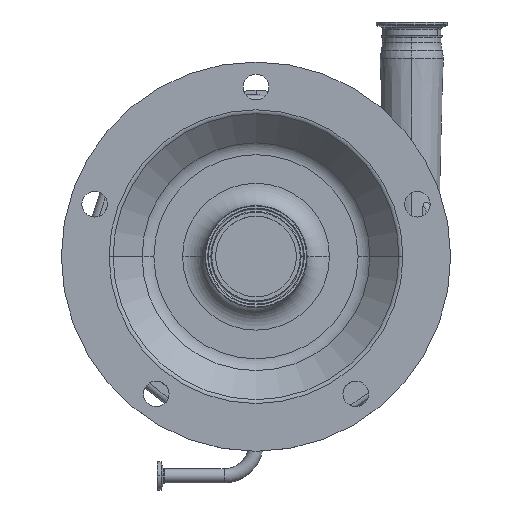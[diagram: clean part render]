
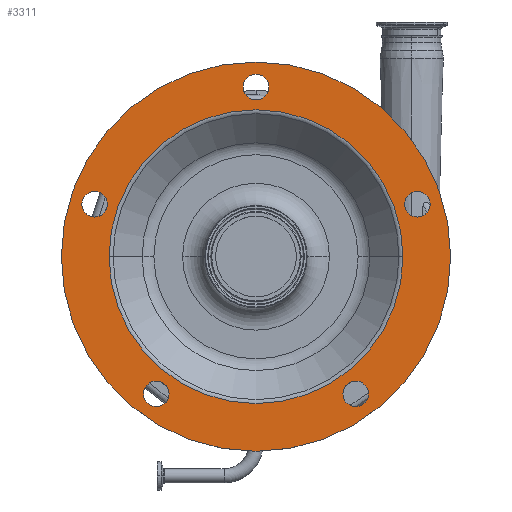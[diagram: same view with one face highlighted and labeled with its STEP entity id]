
A CAD part, top view. The second image highlights one B-rep face of the part: STEP entity #3311.
In plain terms, the highlighted planar face has unit normal (0, 0, 1).
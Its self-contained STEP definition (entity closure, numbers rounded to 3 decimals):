
#36 = VERTEX_POINT ( 'NONE', #5090 ) ;
#48 = CARTESIAN_POINT ( 'NONE',  ( -175., 0., 266.5 ) ) ;
#242 = ORIENTED_EDGE ( 'NONE', *, *, #3248, .F. ) ;
#397 = CIRCLE ( 'NONE', #6924, 11.5 ) ;
#457 = VERTEX_POINT ( 'NONE', #9711 ) ;
#551 = EDGE_LOOP ( 'NONE', ( #242, #3050 ) ) ;
#612 = EDGE_LOOP ( 'NONE', ( #9008, #7642 ) ) ;
#819 = ORIENTED_EDGE ( 'NONE', *, *, #3949, .F. ) ;
#845 = FACE_BOUND ( 'NONE', #612, .T. ) ;
#1050 = CARTESIAN_POINT ( 'NONE',  ( 101.137, -123.375, 266.5 ) ) ;
#1067 = ORIENTED_EDGE ( 'NONE', *, *, #4924, .F. ) ;
#1337 = DIRECTION ( 'NONE',  ( 1., 0., 0. ) ) ;
#1404 = DIRECTION ( 'NONE',  ( 0., 0., 1. ) ) ;
#1463 = DIRECTION ( 'NONE',  ( 1., 0., 0. ) ) ;
#1709 = EDGE_LOOP ( 'NONE', ( #8522, #819 ) ) ;
#1872 = DIRECTION ( 'NONE',  ( 0., 0., 1. ) ) ;
#1929 = DIRECTION ( 'NONE',  ( -1., 0., 0. ) ) ;
#2014 = PLANE ( 'NONE',  #2164 ) ;
#2053 = DIRECTION ( 'NONE',  ( 0., 0., 1. ) ) ;
#2103 = CARTESIAN_POINT ( 'NONE',  ( -145.036, 47.125, 266.5 ) ) ;
#2147 = DIRECTION ( 'NONE',  ( 1., 0., 0. ) ) ;
#2164 = AXIS2_PLACEMENT_3D ( 'NONE', #12304, #8153, #11417 ) ;
#2610 = CARTESIAN_POINT ( 'NONE',  ( -11.5, 152.5, 266.5 ) ) ;
#2643 = CARTESIAN_POINT ( 'NONE',  ( 0., 152.5, 266.5 ) ) ;
#2772 = CIRCLE ( 'NONE', #12979, 11.5 ) ;
#2774 = EDGE_CURVE ( 'NONE', #4012, #12657, #2772, .T. ) ;
#2869 = EDGE_CURVE ( 'NONE', #36, #457, #4540, .T. ) ;
#3013 = DIRECTION ( 'NONE',  ( -1., 0., 0. ) ) ;
#3029 = EDGE_LOOP ( 'NONE', ( #11454, #3870 ) ) ;
#3050 = ORIENTED_EDGE ( 'NONE', *, *, #3421, .F. ) ;
#3217 = EDGE_LOOP ( 'NONE', ( #12116, #4568 ) ) ;
#3248 = EDGE_CURVE ( 'NONE', #11686, #3539, #397, .T. ) ;
#3311 = ADVANCED_FACE ( 'NONE', ( #845, #10208, #11279, #4063, #5173, #8226, #7268 ), #2014, .F. ) ;
#3421 = EDGE_CURVE ( 'NONE', #3539, #11686, #9572, .T. ) ;
#3437 = VERTEX_POINT ( 'NONE', #12700 ) ;
#3484 = VERTEX_POINT ( 'NONE', #10984 ) ;
#3523 = CARTESIAN_POINT ( 'NONE',  ( -145.036, 47.125, 266.5 ) ) ;
#3539 = VERTEX_POINT ( 'NONE', #10842 ) ;
#3638 = CARTESIAN_POINT ( 'NONE',  ( -89.637, -123.375, 266.5 ) ) ;
#3870 = ORIENTED_EDGE ( 'NONE', *, *, #12310, .F. ) ;
#3949 = EDGE_CURVE ( 'NONE', #12657, #4012, #13476, .T. ) ;
#3960 = DIRECTION ( 'NONE',  ( 0., 0., -1. ) ) ;
#4008 = AXIS2_PLACEMENT_3D ( 'NONE', #7980, #3960, #3013 ) ;
#4012 = VERTEX_POINT ( 'NONE', #12786 ) ;
#4063 = FACE_BOUND ( 'NONE', #551, .T. ) ;
#4067 = EDGE_CURVE ( 'NONE', #457, #36, #9159, .T. ) ;
#4161 = CIRCLE ( 'NONE', #6747, 11.5 ) ;
#4365 = CIRCLE ( 'NONE', #5002, 175. ) ;
#4540 = CIRCLE ( 'NONE', #6905, 11.5 ) ;
#4568 = ORIENTED_EDGE ( 'NONE', *, *, #12017, .F. ) ;
#4857 = VERTEX_POINT ( 'NONE', #12088 ) ;
#4924 = EDGE_CURVE ( 'NONE', #9318, #5940, #4365, .T. ) ;
#4965 = DIRECTION ( 'NONE',  ( 0., 0., 1. ) ) ;
#5002 = AXIS2_PLACEMENT_3D ( 'NONE', #5553, #7592, #7713 ) ;
#5090 = CARTESIAN_POINT ( 'NONE',  ( -133.536, 47.125, 266.5 ) ) ;
#5173 = FACE_BOUND ( 'NONE', #13107, .T. ) ;
#5450 = DIRECTION ( 'NONE',  ( 0., 0., 1. ) ) ;
#5553 = CARTESIAN_POINT ( 'NONE',  ( 0., 0., 266.5 ) ) ;
#5656 = AXIS2_PLACEMENT_3D ( 'NONE', #3523, #5450, #1463 ) ;
#5741 = CARTESIAN_POINT ( 'NONE',  ( 89.637, -123.375, 266.5 ) ) ;
#5772 = EDGE_CURVE ( 'NONE', #5940, #9318, #7405, .T. ) ;
#5927 = EDGE_LOOP ( 'NONE', ( #1067, #9086 ) ) ;
#5940 = VERTEX_POINT ( 'NONE', #6976 ) ;
#5997 = CARTESIAN_POINT ( 'NONE',  ( 0., 152.5, 266.5 ) ) ;
#6031 = DIRECTION ( 'NONE',  ( 0., 0., 1. ) ) ;
#6270 = DIRECTION ( 'NONE',  ( 1., 0., 0. ) ) ;
#6303 = VERTEX_POINT ( 'NONE', #11006 ) ;
#6467 = EDGE_CURVE ( 'NONE', #10790, #3484, #10674, .T. ) ;
#6484 = CARTESIAN_POINT ( 'NONE',  ( 132.071, 0., 266.5 ) ) ;
#6556 = AXIS2_PLACEMENT_3D ( 'NONE', #3638, #6031, #7799 ) ;
#6633 = DIRECTION ( 'NONE',  ( 1., 0., 0. ) ) ;
#6641 = DIRECTION ( 'NONE',  ( -1., 0., 0. ) ) ;
#6744 = AXIS2_PLACEMENT_3D ( 'NONE', #5741, #10666, #6633 ) ;
#6747 = AXIS2_PLACEMENT_3D ( 'NONE', #12600, #1404, #1337 ) ;
#6779 = DIRECTION ( 'NONE',  ( 0., 0., -1. ) ) ;
#6905 = AXIS2_PLACEMENT_3D ( 'NONE', #2103, #1872, #6270 ) ;
#6924 = AXIS2_PLACEMENT_3D ( 'NONE', #8772, #11892, #12963 ) ;
#6976 = CARTESIAN_POINT ( 'NONE',  ( 175., 0., 266.5 ) ) ;
#7026 = ORIENTED_EDGE ( 'NONE', *, *, #6467, .T. ) ;
#7201 = CIRCLE ( 'NONE', #11544, 11.5 ) ;
#7268 = FACE_BOUND ( 'NONE', #1709, .T. ) ;
#7400 = DIRECTION ( 'NONE',  ( 0., 0., -1. ) ) ;
#7405 = CIRCLE ( 'NONE', #8910, 175. ) ;
#7551 = EDGE_CURVE ( 'NONE', #4857, #6303, #8740, .T. ) ;
#7592 = DIRECTION ( 'NONE',  ( 0., 0., -1. ) ) ;
#7642 = ORIENTED_EDGE ( 'NONE', *, *, #4067, .F. ) ;
#7713 = DIRECTION ( 'NONE',  ( -1., 0., 0. ) ) ;
#7799 = DIRECTION ( 'NONE',  ( 1., 0., 0. ) ) ;
#7980 = CARTESIAN_POINT ( 'NONE',  ( 0., 0., 266.5 ) ) ;
#8153 = DIRECTION ( 'NONE',  ( 0., 0., -1. ) ) ;
#8226 = FACE_OUTER_BOUND ( 'NONE', #5927, .T. ) ;
#8415 = CARTESIAN_POINT ( 'NONE',  ( 156.536, 47.125, 266.5 ) ) ;
#8463 = CARTESIAN_POINT ( 'NONE',  ( -89.637, -123.375, 266.5 ) ) ;
#8522 = ORIENTED_EDGE ( 'NONE', *, *, #2774, .F. ) ;
#8740 = CIRCLE ( 'NONE', #6556, 11.5 ) ;
#8772 = CARTESIAN_POINT ( 'NONE',  ( 145.036, 47.125, 266.5 ) ) ;
#8910 = AXIS2_PLACEMENT_3D ( 'NONE', #10862, #6779, #6641 ) ;
#8917 = EDGE_CURVE ( 'NONE', #3484, #10790, #9878, .T. ) ;
#9008 = ORIENTED_EDGE ( 'NONE', *, *, #2869, .F. ) ;
#9086 = ORIENTED_EDGE ( 'NONE', *, *, #5772, .F. ) ;
#9159 = CIRCLE ( 'NONE', #5656, 11.5 ) ;
#9318 = VERTEX_POINT ( 'NONE', #48 ) ;
#9530 = CARTESIAN_POINT ( 'NONE',  ( 0., 0., 266.5 ) ) ;
#9572 = CIRCLE ( 'NONE', #11293, 11.5 ) ;
#9711 = CARTESIAN_POINT ( 'NONE',  ( -156.536, 47.125, 266.5 ) ) ;
#9878 = CIRCLE ( 'NONE', #4008, 132.071 ) ;
#10170 = DIRECTION ( 'NONE',  ( 1., 0., 0. ) ) ;
#10208 = FACE_BOUND ( 'NONE', #3217, .T. ) ;
#10237 = AXIS2_PLACEMENT_3D ( 'NONE', #5997, #12261, #10170 ) ;
#10384 = DIRECTION ( 'NONE',  ( 1., 0., 0. ) ) ;
#10601 = CARTESIAN_POINT ( 'NONE',  ( 145.036, 47.125, 266.5 ) ) ;
#10666 = DIRECTION ( 'NONE',  ( 0., 0., 1. ) ) ;
#10674 = CIRCLE ( 'NONE', #13046, 132.071 ) ;
#10722 = DIRECTION ( 'NONE',  ( 0., 0., 1. ) ) ;
#10790 = VERTEX_POINT ( 'NONE', #6484 ) ;
#10842 = CARTESIAN_POINT ( 'NONE',  ( 133.536, 47.125, 266.5 ) ) ;
#10862 = CARTESIAN_POINT ( 'NONE',  ( 0., 0., 266.5 ) ) ;
#10984 = CARTESIAN_POINT ( 'NONE',  ( -132.071, 0., 266.5 ) ) ;
#11006 = CARTESIAN_POINT ( 'NONE',  ( -101.137, -123.375, 266.5 ) ) ;
#11138 = ORIENTED_EDGE ( 'NONE', *, *, #8917, .T. ) ;
#11155 = DIRECTION ( 'NONE',  ( 1., 0., 0. ) ) ;
#11279 = FACE_BOUND ( 'NONE', #3029, .T. ) ;
#11293 = AXIS2_PLACEMENT_3D ( 'NONE', #10601, #10722, #2147 ) ;
#11417 = DIRECTION ( 'NONE',  ( -1., 0., 0. ) ) ;
#11454 = ORIENTED_EDGE ( 'NONE', *, *, #11484, .F. ) ;
#11484 = EDGE_CURVE ( 'NONE', #13188, #3437, #13048, .T. ) ;
#11544 = AXIS2_PLACEMENT_3D ( 'NONE', #8463, #2053, #10384 ) ;
#11686 = VERTEX_POINT ( 'NONE', #8415 ) ;
#11892 = DIRECTION ( 'NONE',  ( 0., 0., 1. ) ) ;
#12017 = EDGE_CURVE ( 'NONE', #6303, #4857, #7201, .T. ) ;
#12088 = CARTESIAN_POINT ( 'NONE',  ( -78.137, -123.375, 266.5 ) ) ;
#12116 = ORIENTED_EDGE ( 'NONE', *, *, #7551, .F. ) ;
#12261 = DIRECTION ( 'NONE',  ( 0., 0., 1. ) ) ;
#12304 = CARTESIAN_POINT ( 'NONE',  ( 0., 175., 266.5 ) ) ;
#12310 = EDGE_CURVE ( 'NONE', #3437, #13188, #4161, .T. ) ;
#12600 = CARTESIAN_POINT ( 'NONE',  ( 89.637, -123.375, 266.5 ) ) ;
#12657 = VERTEX_POINT ( 'NONE', #2610 ) ;
#12700 = CARTESIAN_POINT ( 'NONE',  ( 78.137, -123.375, 266.5 ) ) ;
#12786 = CARTESIAN_POINT ( 'NONE',  ( 11.5, 152.5, 266.5 ) ) ;
#12963 = DIRECTION ( 'NONE',  ( 1., 0., 0. ) ) ;
#12979 = AXIS2_PLACEMENT_3D ( 'NONE', #2643, #4965, #11155 ) ;
#13046 = AXIS2_PLACEMENT_3D ( 'NONE', #9530, #7400, #1929 ) ;
#13048 = CIRCLE ( 'NONE', #6744, 11.5 ) ;
#13107 = EDGE_LOOP ( 'NONE', ( #11138, #7026 ) ) ;
#13188 = VERTEX_POINT ( 'NONE', #1050 ) ;
#13476 = CIRCLE ( 'NONE', #10237, 11.5 ) ;
